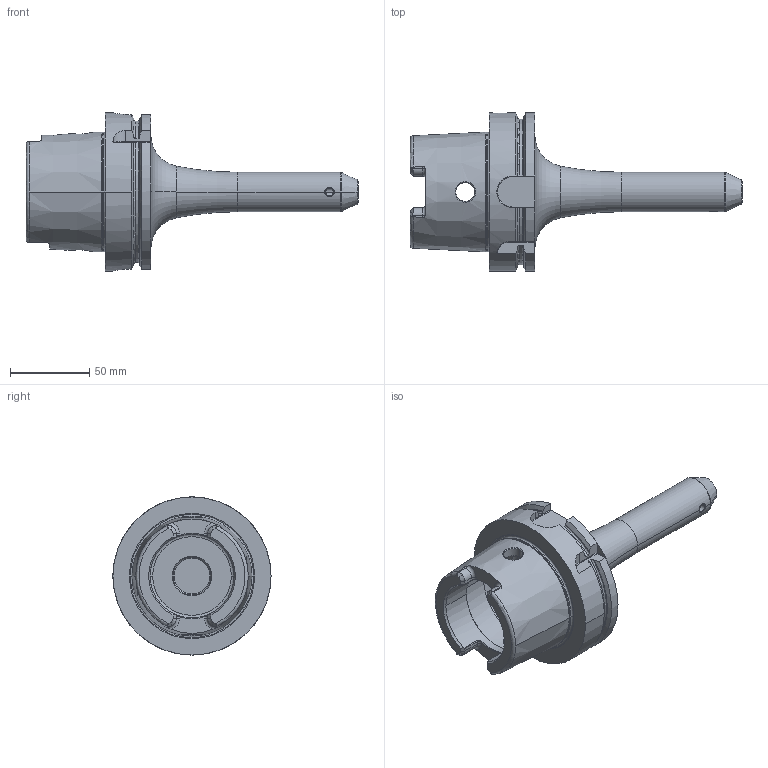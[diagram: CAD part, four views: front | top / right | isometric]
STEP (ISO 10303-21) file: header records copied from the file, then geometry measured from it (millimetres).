
FILE_DESCRIPTION((''),'2;1');
FILE_NAME('A100-002-06','2011-09-13T',('mei'),(''),'PRO/ENGINEER BY PARAMETRIC TECHNOLOGY CORPORATION, 2010430','PRO/ENGINEER BY PARAMETRIC TECHNOLOGY CORPORATION, 2010430','');
FILE_SCHEMA(('CONFIG_CONTROL_DESIGN'));
Length unit declared in the file: millimetre
Products named in the file (1): A100-002-06
Bounding box: 210 x 100 x 100 mm (x, y, z)
Volume: 335535.1 mm3; surface area: 60793.4 mm2
Topology: 1 solids, 4 shells, 183 faces, 463 edges, 282 vertices
Faces by surface type: cylinder 54, plane 52, torus 36, cone 31, bspline 8, extrusion 2
Entity records: 7090 total; most frequent: CARTESIAN_POINT 2750, ORIENTED_EDGE 912, DIRECTION 885, EDGE_CURVE 463, AXIS2_PLACEMENT_3D 349, VERTEX_POINT 282, EDGE_LOOP 189, VECTOR 187
